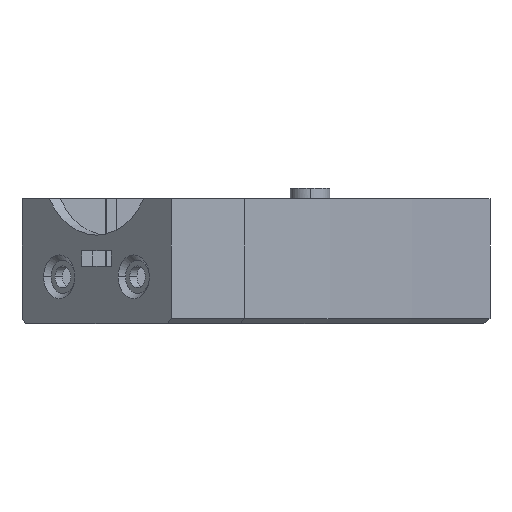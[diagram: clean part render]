
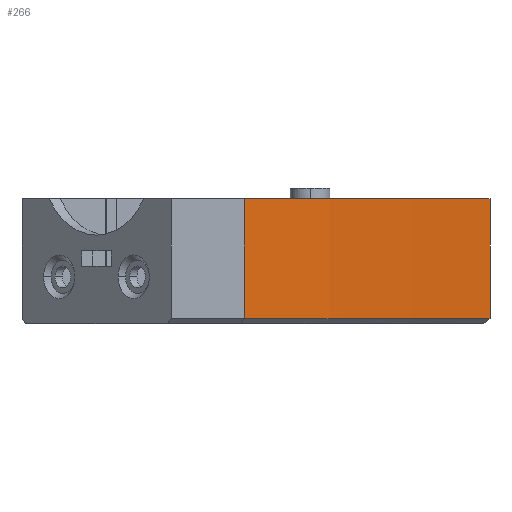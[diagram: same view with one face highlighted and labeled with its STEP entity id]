
A CAD part, front view. The second image highlights one B-rep face of the part: STEP entity #266.
In plain terms, the highlighted cylindrical face has radius 567.894 mm (diameter 1135.79 mm), a partial arc.
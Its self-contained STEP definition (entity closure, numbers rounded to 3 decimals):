
#184 = CARTESIAN_POINT ( 'NONE',  ( 128.866, 132.058, 24. ) ) ;
#185 = CARTESIAN_POINT ( 'NONE',  ( 81.71, 77.388, 24. ) ) ;
#197 = CARTESIAN_POINT ( 'NONE',  ( 81.71, 77.388, 1. ) ) ;
#203 = CARTESIAN_POINT ( 'NONE',  ( 128.866, 132.058, 1. ) ) ;
#266 = ADVANCED_FACE ( 'NONE', ( #1740 ), #1749, .T. ) ;
#272 = EDGE_CURVE ( 'NONE', #1680, #1681, #1102, .T. ) ;
#304 = EDGE_CURVE ( 'NONE', #1681, #1693, #1849, .T. ) ;
#305 = EDGE_CURVE ( 'NONE', #1699, #1693, #2059, .T. ) ;
#306 = EDGE_CURVE ( 'NONE', #1680, #1699, #1856, .T. ) ;
#434 = AXIS2_PLACEMENT_3D ( 'NONE', #1750, #1742, #1751 ) ;
#1101 = AXIS2_PLACEMENT_3D ( 'NONE', #1782, #1783, #1784 ) ;
#1102 = CIRCLE ( 'NONE', #1101, 567.894 ) ;
#1232 = ORIENTED_EDGE ( 'NONE', *, *, #272, .T. ) ;
#1233 = ORIENTED_EDGE ( 'NONE', *, *, #304, .T. ) ;
#1234 = ORIENTED_EDGE ( 'NONE', *, *, #305, .F. ) ;
#1235 = ORIENTED_EDGE ( 'NONE', *, *, #306, .F. ) ;
#1546 = EDGE_LOOP ( 'NONE', ( #1232, #1233, #1234, #1235 ) ) ;
#1680 = VERTEX_POINT ( 'NONE', #184 ) ;
#1681 = VERTEX_POINT ( 'NONE', #185 ) ;
#1693 = VERTEX_POINT ( 'NONE', #197 ) ;
#1699 = VERTEX_POINT ( 'NONE', #203 ) ;
#1740 = FACE_OUTER_BOUND ( 'NONE', #1546, .T. ) ;
#1742 = DIRECTION ( 'NONE',  ( 0., 0., -1. ) ) ;
#1749 = CYLINDRICAL_SURFACE ( 'NONE', #434, 567.894 ) ;
#1750 = CARTESIAN_POINT ( 'NONE',  ( -323.865, 474.897, 3. ) ) ;
#1751 = DIRECTION ( 'NONE',  ( -0.02, 1., 0. ) ) ;
#1782 = CARTESIAN_POINT ( 'NONE',  ( -323.865, 474.897, 24. ) ) ;
#1783 = DIRECTION ( 'NONE',  ( 0., 0., -1. ) ) ;
#1784 = DIRECTION ( 'NONE',  ( 0.02, -1., 0. ) ) ;
#1840 = CARTESIAN_POINT ( 'NONE',  ( 128.866, 132.058, 3. ) ) ;
#1845 = CARTESIAN_POINT ( 'NONE',  ( 81.71, 77.388, 3. ) ) ;
#1849 = LINE ( 'NONE', #1845, #2055 ) ;
#1853 = DIRECTION ( 'NONE',  ( 0., 0., -1. ) ) ;
#1856 = LINE ( 'NONE', #1840, #2057 ) ;
#1857 = CARTESIAN_POINT ( 'NONE',  ( -323.865, 474.897, 1. ) ) ;
#1858 = DIRECTION ( 'NONE',  ( 0., 0., -1. ) ) ;
#1859 = DIRECTION ( 'NONE',  ( 0.02, -1., 0. ) ) ;
#1860 = DIRECTION ( 'NONE',  ( 0., 0., -1. ) ) ;
#2055 = VECTOR ( 'NONE', #1853, 1000. ) ;
#2057 = VECTOR ( 'NONE', #1860, 1000. ) ;
#2059 = CIRCLE ( 'NONE', #2061, 567.894 ) ;
#2061 = AXIS2_PLACEMENT_3D ( 'NONE', #1857, #1858, #1859 ) ;
